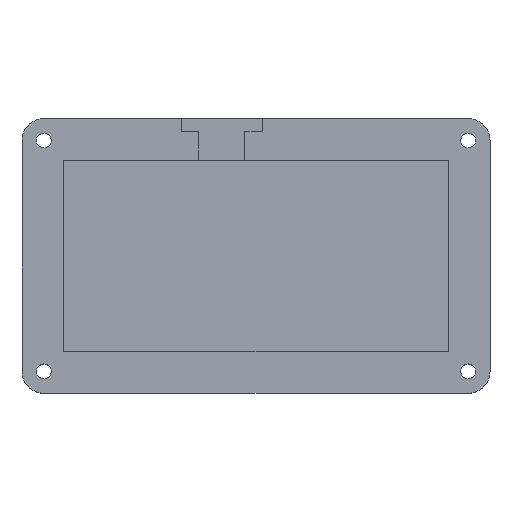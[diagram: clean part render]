
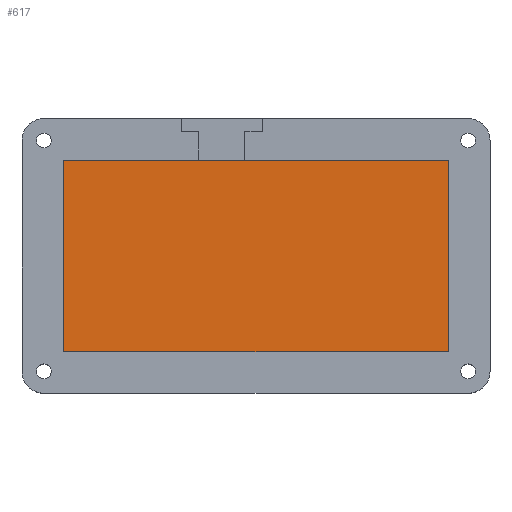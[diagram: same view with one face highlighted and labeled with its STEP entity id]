
A CAD part, top view. The second image highlights one B-rep face of the part: STEP entity #617.
In plain terms, the highlighted planar face has unit normal (0, 0, 1).
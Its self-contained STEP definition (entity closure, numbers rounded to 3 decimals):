
#63=FACE_OUTER_BOUND('',#101,.T.);
#101=EDGE_LOOP('',(#519,#520,#521,#522));
#167=LINE('',#1000,#227);
#171=LINE('',#1008,#231);
#173=LINE('',#1012,#233);
#174=LINE('',#1014,#234);
#227=VECTOR('',#803,10.);
#231=VECTOR('',#813,10.);
#233=VECTOR('',#817,10.);
#234=VECTOR('',#820,10.);
#307=VERTEX_POINT('',#997);
#308=VERTEX_POINT('',#999);
#309=VERTEX_POINT('',#1006);
#310=VERTEX_POINT('',#1010);
#378=EDGE_CURVE('',#307,#308,#167,.T.);
#382=EDGE_CURVE('',#309,#307,#171,.T.);
#384=EDGE_CURVE('',#310,#309,#173,.T.);
#385=EDGE_CURVE('',#308,#310,#174,.T.);
#519=ORIENTED_EDGE('',*,*,#384,.F.);
#520=ORIENTED_EDGE('',*,*,#385,.F.);
#521=ORIENTED_EDGE('',*,*,#378,.F.);
#522=ORIENTED_EDGE('',*,*,#382,.F.);
#591=PLANE('',#678);
#617=ADVANCED_FACE('',(#63),#591,.T.);
#678=AXIS2_PLACEMENT_3D('',#1017,#825,#826);
#803=DIRECTION('',(1.,0.,0.));
#813=DIRECTION('',(0.,1.,0.));
#817=DIRECTION('',(-1.,0.,0.));
#820=DIRECTION('',(0.,-1.,0.));
#825=DIRECTION('center_axis',(0.,0.,1.));
#826=DIRECTION('ref_axis',(1.,0.,0.));
#997=CARTESIAN_POINT('',(0.,0.,3.));
#999=CARTESIAN_POINT('',(88.,0.,3.));
#1000=CARTESIAN_POINT('',(22.,0.,3.));
#1006=CARTESIAN_POINT('',(0.,-43.8,3.));
#1008=CARTESIAN_POINT('',(0.,-32.85,3.));
#1010=CARTESIAN_POINT('',(88.,-43.8,3.));
#1012=CARTESIAN_POINT('',(66.,-43.8,3.));
#1014=CARTESIAN_POINT('',(88.,-10.95,3.));
#1017=CARTESIAN_POINT('Origin',(44.,-21.9,3.));
